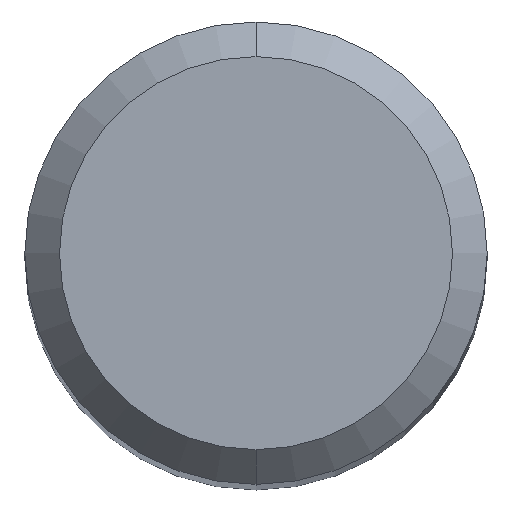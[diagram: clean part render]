
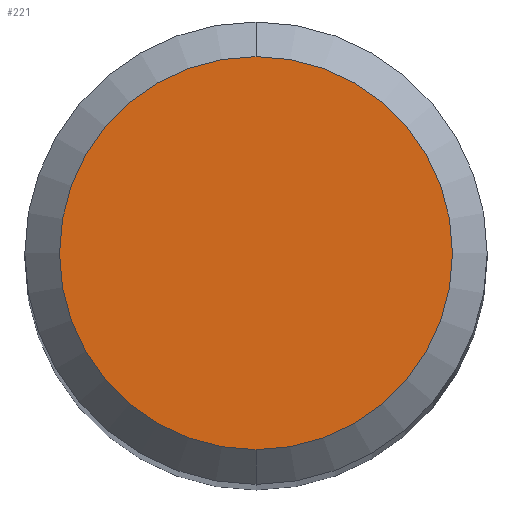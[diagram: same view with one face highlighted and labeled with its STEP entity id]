
A CAD part, top view. The second image highlights one B-rep face of the part: STEP entity #221.
In plain terms, the highlighted planar face has unit normal (0, 0, 1).
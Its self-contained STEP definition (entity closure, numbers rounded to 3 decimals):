
#131=VERTEX_POINT('',#280);
#141=EDGE_CURVE('',#131,#213,#290,.T.);
#185=EDGE_CURVE('',#213,#131,#339,.T.);
#213=VERTEX_POINT('',#372);
#221=ADVANCED_FACE('',(#381),#382,.T.);
#280=CARTESIAN_POINT('',(0.0,1.7,0.0));
#290=CIRCLE('',#457,1.7);
#339=CIRCLE('',#517,1.7);
#372=CARTESIAN_POINT('',(0.,-1.7,0.0));
#381=FACE_OUTER_BOUND('',#572,.T.);
#382=PLANE('',#573);
#457=AXIS2_PLACEMENT_3D('',#611,#612,#613);
#517=AXIS2_PLACEMENT_3D('',#685,#686,#687);
#572=EDGE_LOOP('',(#753,#754));
#573=AXIS2_PLACEMENT_3D('',#755,#756,#757);
#611=CARTESIAN_POINT('',(0.0,0.0,0.0));
#612=DIRECTION('',(0.0,0.0,-1.0));
#613=DIRECTION('',(0.0,1.0,0.0));
#685=CARTESIAN_POINT('',(0.0,0.0,0.0));
#686=DIRECTION('',(0.0,0.0,-1.0));
#687=DIRECTION('',(0.0,1.0,0.0));
#753=ORIENTED_EDGE('',*,*,#141,.F.);
#754=ORIENTED_EDGE('',*,*,#185,.F.);
#755=CARTESIAN_POINT('',(0.0,0.85,0.0));
#756=DIRECTION('',(-0.0,0.0,1.0));
#757=DIRECTION('',(0.0,-1.0,0.0));
